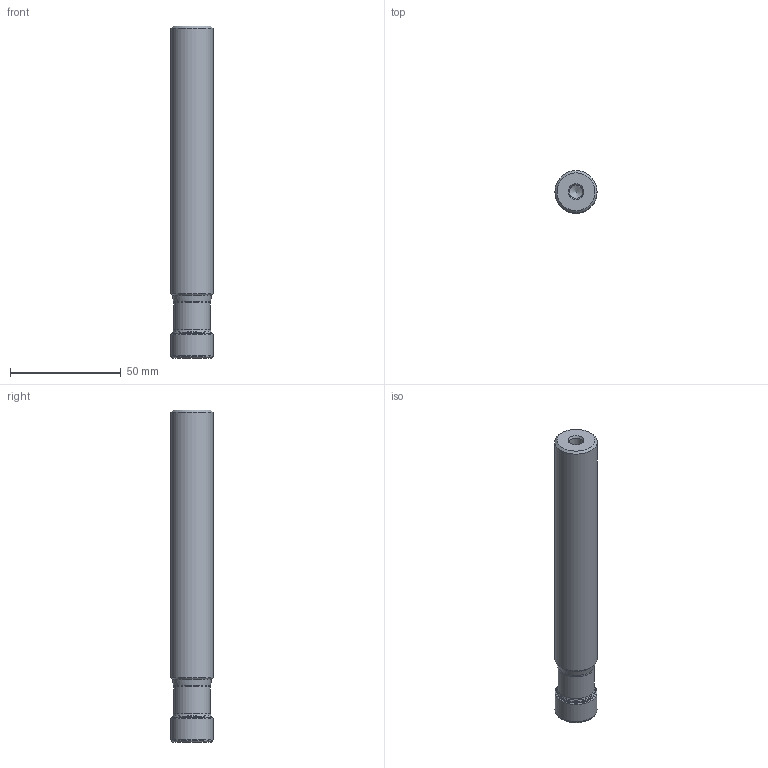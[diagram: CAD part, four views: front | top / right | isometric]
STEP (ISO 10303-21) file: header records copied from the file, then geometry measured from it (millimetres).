
FILE_DESCRIPTION(/* description */ (''),/* implementation_level */ '2;1');
FILE_NAME(/* name */ '202731979ndi000_00.stp',/* time_stamp */ '2019-11-29T14:04:59+01:00',/* author */ (''),/* organization */ (''),/* preprocessor_version */ 'ST-DEVELOPER v16.7',/* originating_system */ 'SIEMENS PLM Software NX 12.0',/* authorisation */ '');
FILE_SCHEMA (('AUTOMOTIVE_DESIGN { 1 0 10303 214 3 1 1 1 }'));
Length unit declared in the file: millimetre
Products named in the file (1): mp5431E8249Dqb95
Bounding box: 19.05 x 19.05 x 150 mm (x, y, z)
Volume: 40499.2 mm3; surface area: 12652.6 mm2
Topology: 2 solids, 2 shells, 44 faces, 91 edges, 50 vertices
Faces by surface type: revolution 20, cone 10, torus 7, cylinder 4, plane 3
Full cylindrical faces by diameter (mm): 6 x1, 16.697 x1, 17.697 x1, 19.05 x1
Entity records: 1120 total; most frequent: CARTESIAN_POINT 339, DIRECTION 152, FACE_BOUND 86, EDGE_LOOP 86, ORIENTED_EDGE 86, AXIS2_PLACEMENT_3D 66, ADVANCED_FACE 44, VERTEX_POINT 44
